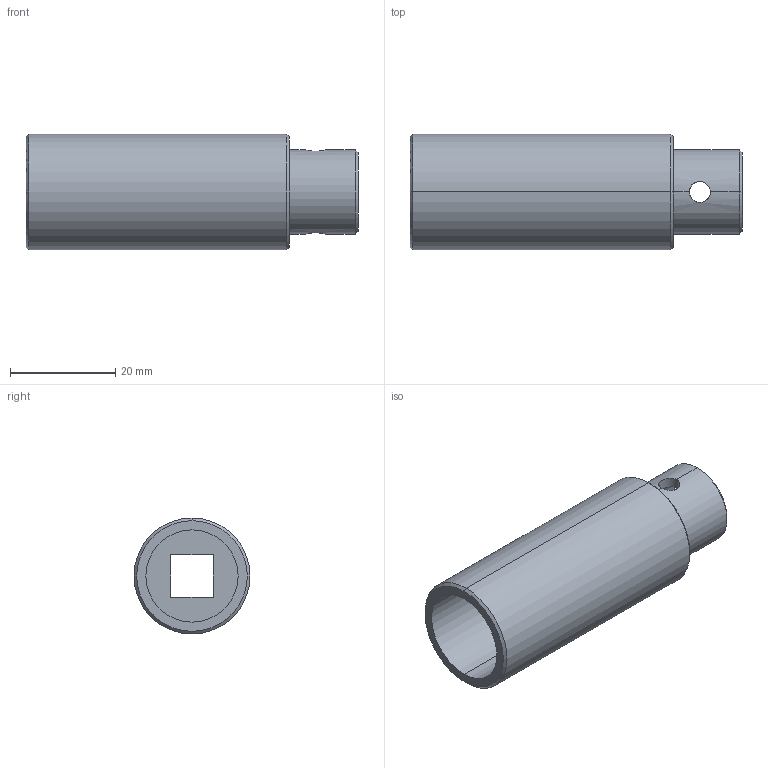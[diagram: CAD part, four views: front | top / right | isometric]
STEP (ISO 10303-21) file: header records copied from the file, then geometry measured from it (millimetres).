
FILE_DESCRIPTION (( 'STEP AP203' ), '1' );
FILE_NAME ('Axe.STEP', '2021-05-12T21:17:39', ( '' ), ( '' ), 'SwSTEP 2.0', 'SolidWorks 2019', '' );
FILE_SCHEMA (( 'CONFIG_CONTROL_DESIGN' ));
Length unit declared in the file: millimetre
Products named in the file (1): Axe
Bounding box: 63 x 22 x 22 mm (x, y, z)
Volume: 11486.7 mm3; surface area: 7459.9 mm2
Topology: 1 solids, 1 shells, 29 faces, 68 edges, 40 vertices
Faces by surface type: cylinder 12, plane 9, cone 8
Entity records: 1115 total; most frequent: CARTESIAN_POINT 362, DIRECTION 144, ORIENTED_EDGE 136, EDGE_CURVE 68, AXIS2_PLACEMENT_3D 54, VERTEX_POINT 40, VECTOR 36, LINE 36
